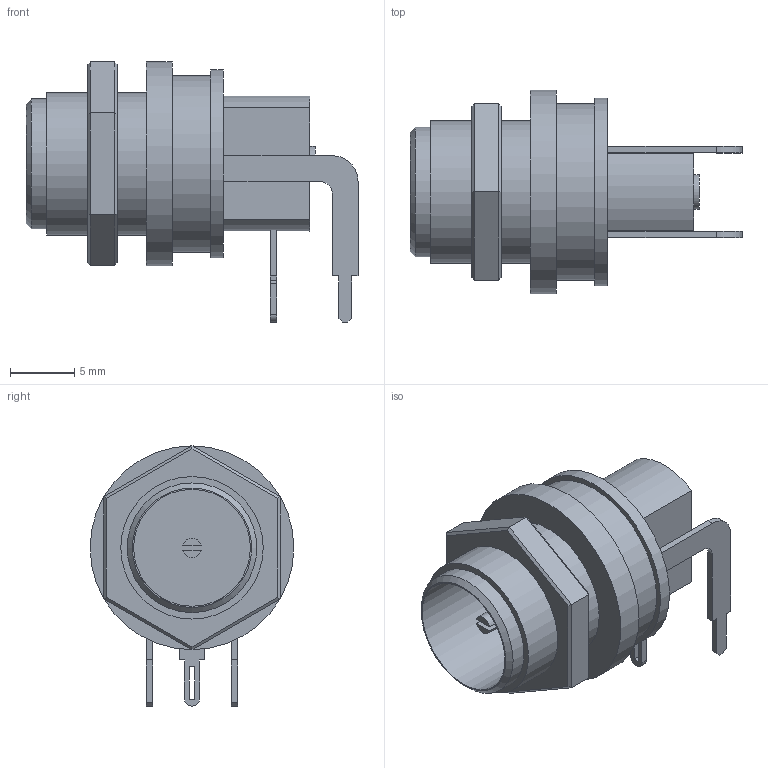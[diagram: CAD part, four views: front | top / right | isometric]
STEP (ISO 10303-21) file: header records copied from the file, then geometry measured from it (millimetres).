
FILE_DESCRIPTION( ( '' ), ' ' );
FILE_NAME( '5c4cbdc1419750154e4b0206.step', '2019-01-26T20:06:25', ( '' ), ( '' ), ' ', ' ', ' ' );
FILE_SCHEMA( ( 'AUTOMOTIVE_DESIGN { 1 0 10303 214 1 1 1 1 }' ) );
Length unit declared in the file: metre
Products named in the file (15): Open CASCADE STEP translator 6.8 6; Open CASCADE STEP translator 6.8 5; Open CASCADE STEP translator 6.8 4; Open CASCADE STEP translator 6.8 3; Open CASCADE STEP translator 6.8 2; Open CASCADE STEP translator 6.8 1
Bounding box: 25.9 x 15.9 x 20.3 mm (x, y, z)
Volume: 1962.8 mm3; surface area: 2334.8 mm2
Topology: 8 solids, 8 shells, 103 faces, 234 edges, 161 vertices
Faces by surface type: plane 82, cylinder 20, cone 1
Full cylindrical faces by diameter (mm): 2.706 x1, 4.645 x1, 9.113 x1, 10.113 x1, 11.113 x2, 13.78 x1, 14.644 x1, 15.9 x1
Entity records: 4926 total; most frequent: CARTESIAN_POINT 503, DIRECTION 501, ORIENTED_EDGE 434, STYLED_ITEM 327, PRESENTATION_STYLE_ASSIGNMENT 327, COLOUR_RGB 327, CURVE_STYLE 224, DRAUGHTING_PRE_DEFINED_CURVE_FONT 224
